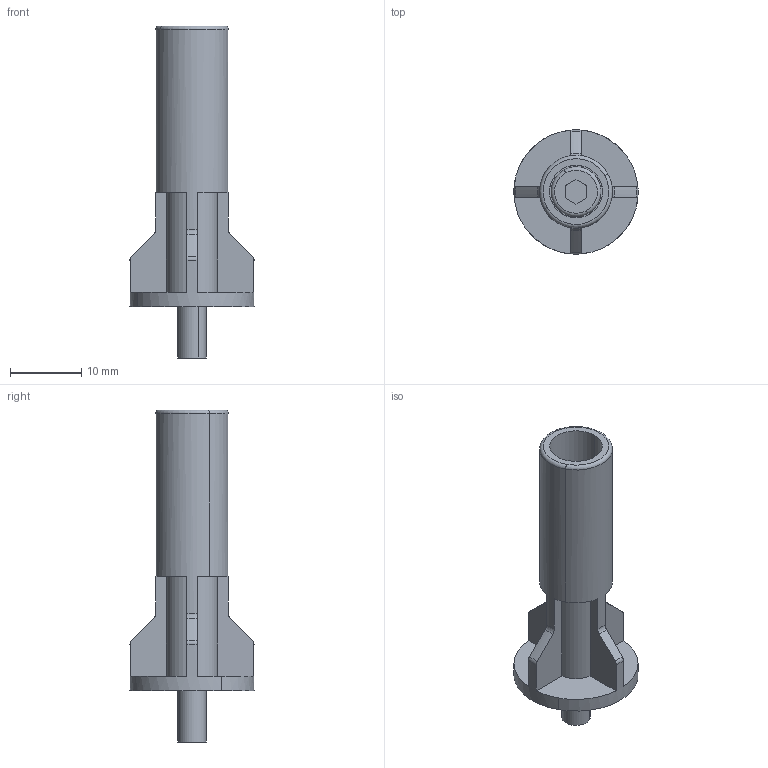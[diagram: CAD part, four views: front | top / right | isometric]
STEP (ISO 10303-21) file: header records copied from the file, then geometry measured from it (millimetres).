
FILE_DESCRIPTION(('CATIA V5 STEP Exchange','CAx-IF Rec.Pracs.--- Model Styling and Organization---1.4--- 2014-01-23'),'2;1');
FILE_NAME ('006717-2_1', '2019-10-24T18:08:18+00:00', ('none'), ('Weidmueller'), 'CATIA Version 5-6 Release 2016 SP3 HF44', 'CATIA V5 STEP AP214', 'none');
FILE_SCHEMA(('AUTOMOTIVE_DESIGN { 1 0 10303 214 1 1 1 1 }'));
Length unit declared in the file: millimetre
Products named in the file (1): 1120140000
Bounding box: 17.4 x 17.4 x 46.5 mm (x, y, z)
Volume: 2471.1 mm3; surface area: 3287.4 mm2
Topology: 2 solids, 2 shells, 61 faces, 162 edges, 108 vertices
Faces by surface type: plane 29, cylinder 16, torus 12, cone 4
Entity records: 1939 total; most frequent: CARTESIAN_POINT 505, ORIENTED_EDGE 324, DIRECTION 223, EDGE_CURVE 162, AXIS2_PLACEMENT_3D 109, VERTEX_POINT 108, VECTOR 70, LINE 70
